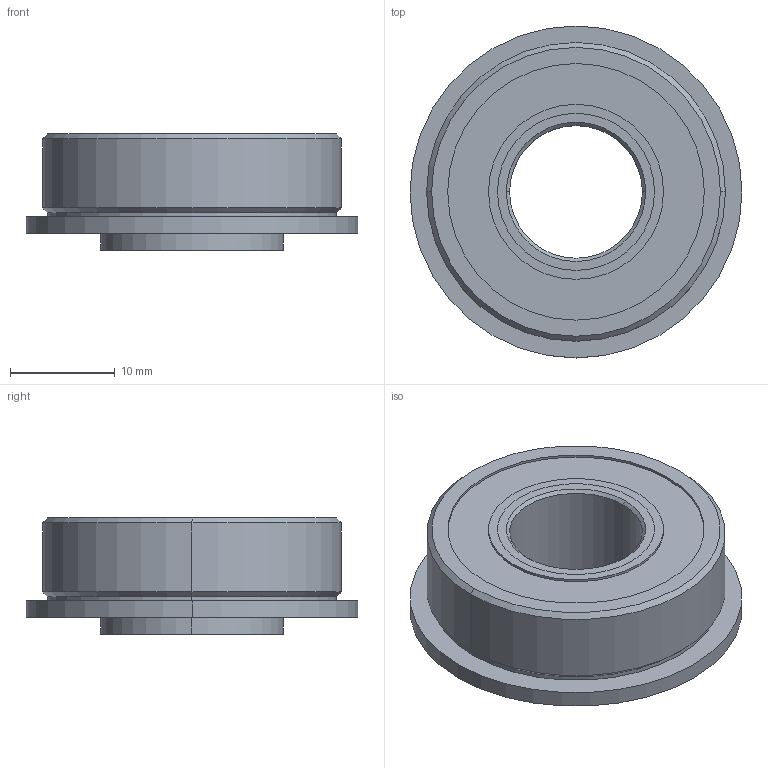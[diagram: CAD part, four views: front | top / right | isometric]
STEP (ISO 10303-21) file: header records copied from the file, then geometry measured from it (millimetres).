
FILE_DESCRIPTION (( 'STEP AP203' ), '1' );
FILE_NAME ('6384K361_Ball Bearing.STEP', '2023-09-28T20:38:37', ( 'Administrator' ), ( 'Managed by Terraform' ), 'SwSTEP 2.0', 'SolidWorks 2017', '' );
FILE_SCHEMA (( 'CONFIG_CONTROL_DESIGN' ));
Length unit declared in the file: inch
Products named in the file (1): 6384K361_Ball Bearing
Bounding box: 31.75 x 31.75 x 11.11 mm (x, y, z)
Volume: 4660.9 mm3; surface area: 7075.6 mm2
Topology: 17 solids, 17 shells, 91 faces, 218 edges, 142 vertices
Faces by surface type: cylinder 34, sphere 24, plane 15, cone 12, torus 6
Entity records: 2307 total; most frequent: DIRECTION 454, CARTESIAN_POINT 356, ORIENTED_EDGE 316, AXIS2_PLACEMENT_3D 204, EDGE_CURVE 158, CIRCLE 112, EDGE_LOOP 106, VERTEX_POINT 106
